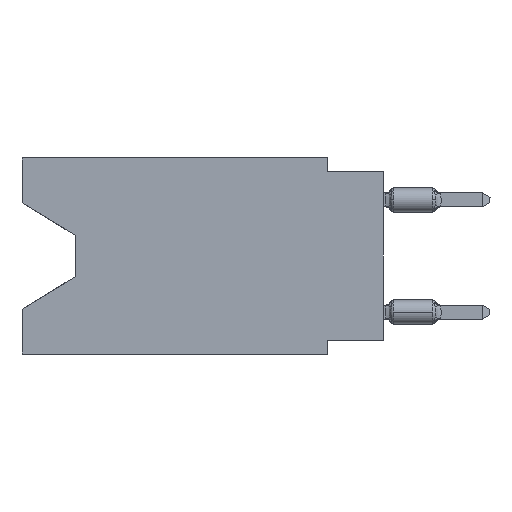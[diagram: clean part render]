
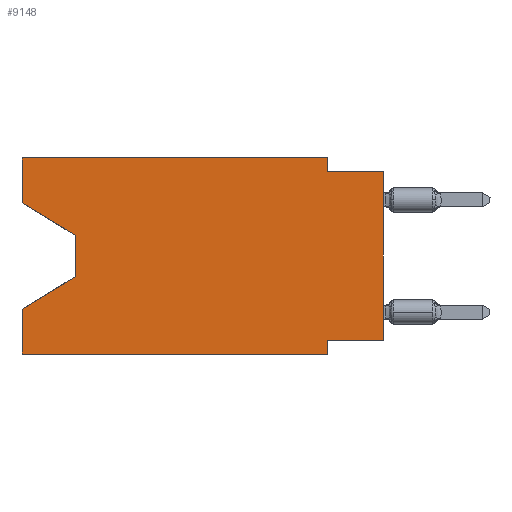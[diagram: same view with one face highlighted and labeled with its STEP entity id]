
A CAD part, left-side view. The second image highlights one B-rep face of the part: STEP entity #9148.
In plain terms, the highlighted planar face has unit normal (-1, 0, 0).
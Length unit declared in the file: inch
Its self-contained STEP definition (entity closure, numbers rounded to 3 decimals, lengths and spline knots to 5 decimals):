
#128 = DIRECTION ( 'NONE',  ( 0., 0., 1. ) ) ;
#273 = VECTOR ( 'NONE', #35548, 39.37008 ) ;
#843 = DIRECTION ( 'NONE',  ( 0., 0.855, -0.519 ) ) ;
#1551 = VECTOR ( 'NONE', #128, 39.37008 ) ;
#2807 = ORIENTED_EDGE ( 'NONE', *, *, #36835, .T. ) ;
#3442 = VECTOR ( 'NONE', #32553, 39.37008 ) ;
#4233 = VECTOR ( 'NONE', #36357, 39.37008 ) ;
#4314 = ORIENTED_EDGE ( 'NONE', *, *, #6123, .T. ) ;
#5110 = EDGE_LOOP ( 'NONE', ( #2807, #4314, #7122, #20258, #32104, #38167, #28025, #35680, #25645, #27246, #15372, #28144 ) ) ;
#5822 = LINE ( 'NONE', #9311, #26657 ) ;
#6123 = EDGE_CURVE ( 'NONE', #31088, #12348, #20505, .T. ) ;
#6256 = DIRECTION ( 'NONE',  ( 0., 0., -1. ) ) ;
#6661 = EDGE_CURVE ( 'NONE', #11653, #32022, #27938, .T. ) ;
#7122 = ORIENTED_EDGE ( 'NONE', *, *, #27593, .T. ) ;
#7124 = DIRECTION ( 'NONE',  ( 0., 0., 1. ) ) ;
#7499 = LINE ( 'NONE', #23885, #4233 ) ;
#7595 = LINE ( 'NONE', #20095, #3442 ) ;
#7814 = DIRECTION ( 'NONE',  ( 0., -1., 0. ) ) ;
#7864 = DIRECTION ( 'NONE',  ( 1., 0., 0. ) ) ;
#7953 = CARTESIAN_POINT ( 'NONE',  ( 0., 0.1, -0.35 ) ) ;
#8023 = DIRECTION ( 'NONE',  ( 0., 0., -1. ) ) ;
#8264 = VERTEX_POINT ( 'NONE', #27514 ) ;
#8309 = CARTESIAN_POINT ( 'NONE',  ( 0., 0.645, -0.08025 ) ) ;
#8396 = EDGE_CURVE ( 'NONE', #32022, #11592, #25090, .T. ) ;
#9148 = ADVANCED_FACE ( 'NONE', ( #26472 ), #23423, .F. ) ;
#9311 = CARTESIAN_POINT ( 'NONE',  ( 0., 0.645, -0.08025 ) ) ;
#9945 = CARTESIAN_POINT ( 'NONE',  ( 0., 0.1, -0.025 ) ) ;
#9970 = VERTEX_POINT ( 'NONE', #30207 ) ;
#10482 = CARTESIAN_POINT ( 'NONE',  ( 0., 0., -0.025 ) ) ;
#11317 = CARTESIAN_POINT ( 'NONE',  ( 0., 0.55, -0.212 ) ) ;
#11592 = VERTEX_POINT ( 'NONE', #9945 ) ;
#11653 = VERTEX_POINT ( 'NONE', #37362 ) ;
#11971 = VECTOR ( 'NONE', #16934, 39.37008 ) ;
#12248 = CARTESIAN_POINT ( 'NONE',  ( 0., 0.1, 0. ) ) ;
#12348 = VERTEX_POINT ( 'NONE', #11317 ) ;
#12810 = VECTOR ( 'NONE', #8023, 39.37008 ) ;
#15372 = ORIENTED_EDGE ( 'NONE', *, *, #6661, .F. ) ;
#16023 = EDGE_CURVE ( 'NONE', #33251, #11653, #19009, .T. ) ;
#16934 = DIRECTION ( 'NONE',  ( 0., 0., 1. ) ) ;
#17044 = CARTESIAN_POINT ( 'NONE',  ( 0., 0.55, -0.138 ) ) ;
#17563 = VECTOR ( 'NONE', #7124, 39.37008 ) ;
#19009 = LINE ( 'NONE', #28379, #17563 ) ;
#19364 = EDGE_CURVE ( 'NONE', #20016, #34560, #7499, .T. ) ;
#20016 = VERTEX_POINT ( 'NONE', #34626 ) ;
#20095 = CARTESIAN_POINT ( 'NONE',  ( 0., 0.645, -0.35 ) ) ;
#20258 = ORIENTED_EDGE ( 'NONE', *, *, #27143, .F. ) ;
#20505 = LINE ( 'NONE', #17044, #12810 ) ;
#21184 = CARTESIAN_POINT ( 'NONE',  ( 0., 0.1, -0.325 ) ) ;
#22035 = CARTESIAN_POINT ( 'NONE',  ( 0., 0.645, 0. ) ) ;
#23423 = PLANE ( 'NONE',  #33888 ) ;
#23430 = LINE ( 'NONE', #35468, #36827 ) ;
#23885 = CARTESIAN_POINT ( 'NONE',  ( 0., 0., -0.325 ) ) ;
#24172 = EDGE_CURVE ( 'NONE', #9970, #8264, #7595, .T. ) ;
#25090 = LINE ( 'NONE', #12248, #36463 ) ;
#25559 = EDGE_CURVE ( 'NONE', #20016, #39672, #31083, .T. ) ;
#25645 = ORIENTED_EDGE ( 'NONE', *, *, #29882, .F. ) ;
#26235 = VERTEX_POINT ( 'NONE', #28103 ) ;
#26472 = FACE_OUTER_BOUND ( 'NONE', #5110, .T. ) ;
#26657 = VECTOR ( 'NONE', #33453, 39.37008 ) ;
#26745 = LINE ( 'NONE', #38390, #11971 ) ;
#27009 = CARTESIAN_POINT ( 'NONE',  ( 0., 0.55, -0.138 ) ) ;
#27143 = EDGE_CURVE ( 'NONE', #9970, #26235, #26745, .T. ) ;
#27246 = ORIENTED_EDGE ( 'NONE', *, *, #8396, .F. ) ;
#27514 = CARTESIAN_POINT ( 'NONE',  ( 0., 0.1, -0.35 ) ) ;
#27593 = EDGE_CURVE ( 'NONE', #12348, #26235, #23430, .T. ) ;
#27849 = VECTOR ( 'NONE', #37761, 39.37008 ) ;
#27938 = LINE ( 'NONE', #22035, #27849 ) ;
#28025 = ORIENTED_EDGE ( 'NONE', *, *, #19364, .F. ) ;
#28103 = CARTESIAN_POINT ( 'NONE',  ( 0., 0.645, -0.26975 ) ) ;
#28144 = ORIENTED_EDGE ( 'NONE', *, *, #16023, .F. ) ;
#28197 = CARTESIAN_POINT ( 'NONE',  ( 0., 0., 0. ) ) ;
#28379 = CARTESIAN_POINT ( 'NONE',  ( 0., 0.645, 0. ) ) ;
#29882 = EDGE_CURVE ( 'NONE', #11592, #39672, #35618, .T. ) ;
#30207 = CARTESIAN_POINT ( 'NONE',  ( 0., 0.645, -0.35 ) ) ;
#31083 = LINE ( 'NONE', #28197, #1551 ) ;
#31088 = VERTEX_POINT ( 'NONE', #27009 ) ;
#31406 = EDGE_CURVE ( 'NONE', #34560, #8264, #35970, .T. ) ;
#32022 = VERTEX_POINT ( 'NONE', #34597 ) ;
#32104 = ORIENTED_EDGE ( 'NONE', *, *, #24172, .T. ) ;
#32553 = DIRECTION ( 'NONE',  ( 0., -1., 0. ) ) ;
#33251 = VERTEX_POINT ( 'NONE', #8309 ) ;
#33453 = DIRECTION ( 'NONE',  ( 0., -0.855, -0.519 ) ) ;
#33888 = AXIS2_PLACEMENT_3D ( 'NONE', #35880, #7864, #39552 ) ;
#34560 = VERTEX_POINT ( 'NONE', #21184 ) ;
#34597 = CARTESIAN_POINT ( 'NONE',  ( 0., 0.1, 0. ) ) ;
#34626 = CARTESIAN_POINT ( 'NONE',  ( 0., 0., -0.325 ) ) ;
#35468 = CARTESIAN_POINT ( 'NONE',  ( 0., 0.55, -0.212 ) ) ;
#35548 = DIRECTION ( 'NONE',  ( 0., 0., -1. ) ) ;
#35618 = LINE ( 'NONE', #10482, #36262 ) ;
#35680 = ORIENTED_EDGE ( 'NONE', *, *, #25559, .T. ) ;
#35880 = CARTESIAN_POINT ( 'NONE',  ( 0., 0.645, 0. ) ) ;
#35970 = LINE ( 'NONE', #7953, #273 ) ;
#36262 = VECTOR ( 'NONE', #7814, 39.37008 ) ;
#36357 = DIRECTION ( 'NONE',  ( 0., 1., 0. ) ) ;
#36423 = CARTESIAN_POINT ( 'NONE',  ( 0., 0., -0.025 ) ) ;
#36463 = VECTOR ( 'NONE', #6256, 39.37008 ) ;
#36827 = VECTOR ( 'NONE', #843, 39.37008 ) ;
#36835 = EDGE_CURVE ( 'NONE', #33251, #31088, #5822, .T. ) ;
#37362 = CARTESIAN_POINT ( 'NONE',  ( 0., 0.645, 0. ) ) ;
#37761 = DIRECTION ( 'NONE',  ( 0., -1., 0. ) ) ;
#38167 = ORIENTED_EDGE ( 'NONE', *, *, #31406, .F. ) ;
#38390 = CARTESIAN_POINT ( 'NONE',  ( 0., 0.645, 0. ) ) ;
#39552 = DIRECTION ( 'NONE',  ( 0., 0., -1. ) ) ;
#39672 = VERTEX_POINT ( 'NONE', #36423 ) ;
